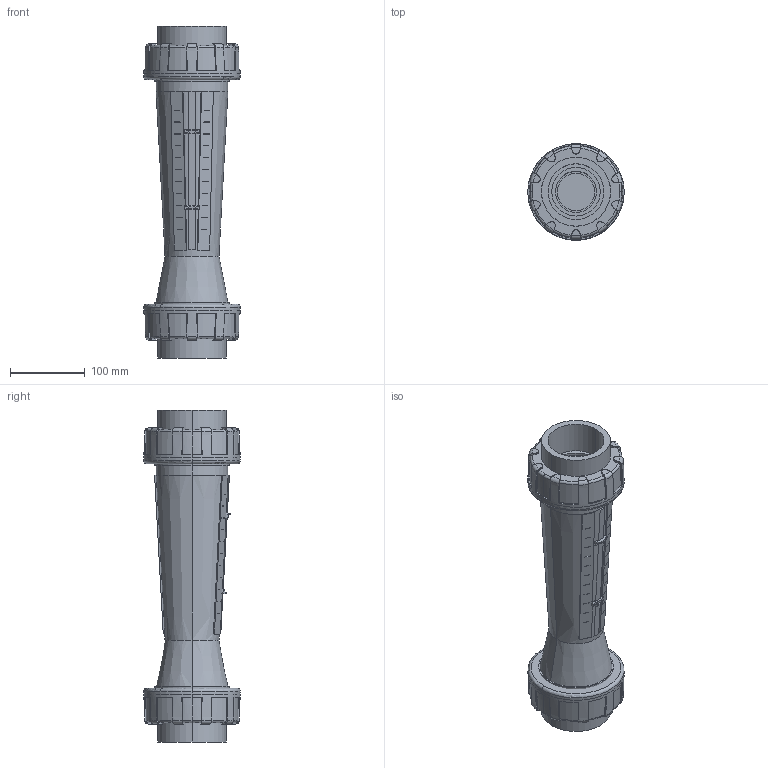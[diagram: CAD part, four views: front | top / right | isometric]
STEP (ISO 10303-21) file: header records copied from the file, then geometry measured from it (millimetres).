
FILE_DESCRIPTION(('STEP AP214'),'1');
FILE_NAME('cctmp_1EAA5F4C-9E3C-4D39-BA30-BAF4B2DE04A0_2021_11_30_13_55_52_309..stp','2021-11-30T12:55:53',('ASV Stübbe GmbH & Co. KG'),('CADClick - www.CADClick.com'),'Spatial InterOp 3D',' ','unknown authorization');
FILE_SCHEMA(('AUTOMOTIVE_DESIGN'));
Length unit declared in the file: millimetre
Products named in the file (5): DFM 350-DN65-PVC-U Muffe DIN
Assembly tree (4 placements, depth 2):
  (unnamed)
    DFM 350-DN65-PVC-U Muffe DIN
    DFM 350-DN65-PVC-U Muffe DIN
    DFM 350-DN65-PVC-U Muffe DIN
    DFM 350-DN65-PVC-U Muffe DIN
Bounding box: 129 x 128.98 x 445.2 mm (x, y, z)
Volume: 2260117.2 mm3; surface area: 355545.8 mm2
Topology: 8 solids, 8 shells, 742 faces, 2086 edges, 1398 vertices
Faces by surface type: plane 584, torus 76, cylinder 52, sphere 20, cone 10
Entity records: 32244 total; most frequent: CARTESIAN_POINT 6967, ORIENTED_EDGE 4172, DIRECTION 3864, EDGE_CURVE 2086, VERTEX_POINT 1398, AXIS2_PLACEMENT_3D 1359, LINE 1146, VECTOR 1146
